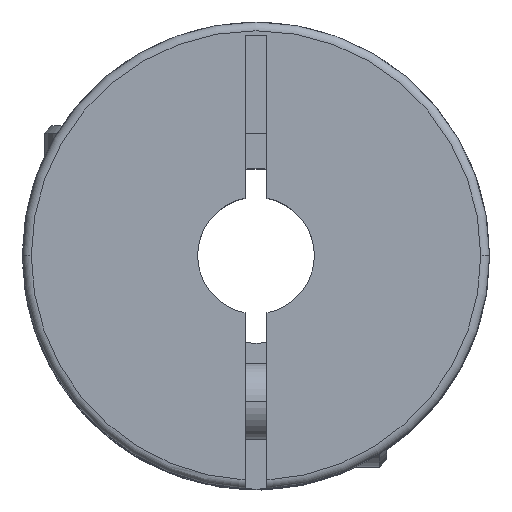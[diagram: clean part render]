
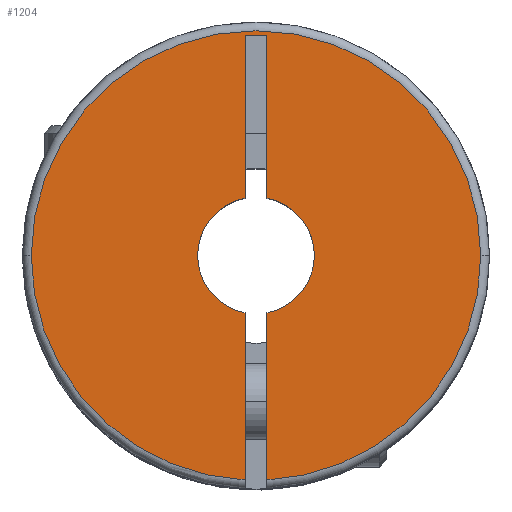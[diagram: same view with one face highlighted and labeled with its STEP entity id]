
A CAD part, top view. The second image highlights one B-rep face of the part: STEP entity #1204.
In plain terms, the highlighted planar face has unit normal (0, 0, 1).
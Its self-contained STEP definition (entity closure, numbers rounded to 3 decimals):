
#58 = VERTEX_POINT ( 'NONE', #1366 ) ;
#138 = CARTESIAN_POINT ( 'NONE',  ( -0.375, -1.965, 0. ) ) ;
#159 = VERTEX_POINT ( 'NONE', #1824 ) ;
#239 = EDGE_CURVE ( 'NONE', #3592, #1068, #2945, .T. ) ;
#240 = LINE ( 'NONE', #3519, #502 ) ;
#294 = VECTOR ( 'NONE', #3750, 1000. ) ;
#321 = DIRECTION ( 'NONE',  ( 0., -1., 0. ) ) ;
#329 = VECTOR ( 'NONE', #428, 1000. ) ;
#378 = DIRECTION ( 'NONE',  ( -1., 0., 0. ) ) ;
#395 = VERTEX_POINT ( 'NONE', #1056 ) ;
#419 = EDGE_CURVE ( 'NONE', #3108, #1723, #1759, .T. ) ;
#424 = ORIENTED_EDGE ( 'NONE', *, *, #3643, .F. ) ;
#428 = DIRECTION ( 'NONE',  ( 0., -1., 0. ) ) ;
#439 = EDGE_CURVE ( 'NONE', #1723, #58, #749, .T. ) ;
#495 = DIRECTION ( 'NONE',  ( 0., 1., 0. ) ) ;
#502 = VECTOR ( 'NONE', #2756, 1000. ) ;
#585 = CARTESIAN_POINT ( 'NONE',  ( -0.375, -7.691, 0. ) ) ;
#740 = VECTOR ( 'NONE', #2185, 1000. ) ;
#749 = CIRCLE ( 'NONE', #2182, 7.7 ) ;
#858 = DIRECTION ( 'NONE',  ( 0., 0., -1. ) ) ;
#876 = ORIENTED_EDGE ( 'NONE', *, *, #239, .T. ) ;
#1056 = CARTESIAN_POINT ( 'NONE',  ( 0.375, -1.965, 0. ) ) ;
#1068 = VERTEX_POINT ( 'NONE', #2511 ) ;
#1097 = AXIS2_PLACEMENT_3D ( 'NONE', #1782, #3023, #321 ) ;
#1169 = CARTESIAN_POINT ( 'NONE',  ( 0., 0., 0. ) ) ;
#1184 = CARTESIAN_POINT ( 'NONE',  ( 0., 0., 0. ) ) ;
#1190 = CARTESIAN_POINT ( 'NONE',  ( -0.375, 7.55, 0. ) ) ;
#1204 = ADVANCED_FACE ( 'NONE', ( #1726 ), #1408, .F. ) ;
#1274 = ORIENTED_EDGE ( 'NONE', *, *, #1424, .T. ) ;
#1325 = DIRECTION ( 'NONE',  ( -1., 0., 0. ) ) ;
#1347 = CARTESIAN_POINT ( 'NONE',  ( 0.375, 1.965, 0. ) ) ;
#1366 = CARTESIAN_POINT ( 'NONE',  ( -7.7, 0., 0. ) ) ;
#1380 = CIRCLE ( 'NONE', #1445, 7.7 ) ;
#1403 = VERTEX_POINT ( 'NONE', #3269 ) ;
#1408 = PLANE ( 'NONE',  #1097 ) ;
#1424 = EDGE_CURVE ( 'NONE', #3199, #395, #1984, .T. ) ;
#1445 = AXIS2_PLACEMENT_3D ( 'NONE', #3246, #2710, #2325 ) ;
#1479 = ORIENTED_EDGE ( 'NONE', *, *, #3031, .T. ) ;
#1547 = EDGE_LOOP ( 'NONE', ( #3083, #3499, #1479, #876, #2622, #2309, #3070, #1274, #1818, #1948, #424 ) ) ;
#1596 = CARTESIAN_POINT ( 'NONE',  ( 7.7, 0., 0. ) ) ;
#1601 = CIRCLE ( 'NONE', #2348, 7.7 ) ;
#1648 = VECTOR ( 'NONE', #495, 1000. ) ;
#1723 = VERTEX_POINT ( 'NONE', #585 ) ;
#1726 = FACE_OUTER_BOUND ( 'NONE', #1547, .T. ) ;
#1740 = VERTEX_POINT ( 'NONE', #1190 ) ;
#1759 = LINE ( 'NONE', #2098, #329 ) ;
#1782 = CARTESIAN_POINT ( 'NONE',  ( 0., 0., 0. ) ) ;
#1794 = VERTEX_POINT ( 'NONE', #1596 ) ;
#1818 = ORIENTED_EDGE ( 'NONE', *, *, #2069, .F. ) ;
#1824 = CARTESIAN_POINT ( 'NONE',  ( 0.375, -7.691, 0. ) ) ;
#1881 = LINE ( 'NONE', #4015, #1648 ) ;
#1948 = ORIENTED_EDGE ( 'NONE', *, *, #3110, .F. ) ;
#1984 = CIRCLE ( 'NONE', #2867, 2. ) ;
#2069 = EDGE_CURVE ( 'NONE', #159, #395, #2785, .T. ) ;
#2098 = CARTESIAN_POINT ( 'NONE',  ( -0.375, 7.55, 0. ) ) ;
#2163 = DIRECTION ( 'NONE',  ( 0., 0., -1. ) ) ;
#2182 = AXIS2_PLACEMENT_3D ( 'NONE', #1184, #858, #2764 ) ;
#2185 = DIRECTION ( 'NONE',  ( 0., 1., 0. ) ) ;
#2309 = ORIENTED_EDGE ( 'NONE', *, *, #3428, .F. ) ;
#2315 = CARTESIAN_POINT ( 'NONE',  ( 0., 0., 0. ) ) ;
#2325 = DIRECTION ( 'NONE',  ( -1., 0., 0. ) ) ;
#2348 = AXIS2_PLACEMENT_3D ( 'NONE', #2704, #3407, #3998 ) ;
#2370 = CARTESIAN_POINT ( 'NONE',  ( 0., 0., 0. ) ) ;
#2444 = CARTESIAN_POINT ( 'NONE',  ( 0.375, 7.55, 0. ) ) ;
#2511 = CARTESIAN_POINT ( 'NONE',  ( -0.375, 1.965, 0. ) ) ;
#2530 = DIRECTION ( 'NONE',  ( -1., 0., 0. ) ) ;
#2622 = ORIENTED_EDGE ( 'NONE', *, *, #2827, .F. ) ;
#2704 = CARTESIAN_POINT ( 'NONE',  ( 0., 0., 0. ) ) ;
#2710 = DIRECTION ( 'NONE',  ( 0., 0., -1. ) ) ;
#2756 = DIRECTION ( 'NONE',  ( 0., -1., 0. ) ) ;
#2760 = CIRCLE ( 'NONE', #3648, 2. ) ;
#2764 = DIRECTION ( 'NONE',  ( -1., 0., 0. ) ) ;
#2785 = LINE ( 'NONE', #3498, #740 ) ;
#2827 = EDGE_CURVE ( 'NONE', #1740, #1068, #240, .T. ) ;
#2867 = AXIS2_PLACEMENT_3D ( 'NONE', #2370, #3039, #378 ) ;
#2896 = DIRECTION ( 'NONE',  ( 0., 0., -1. ) ) ;
#2945 = CIRCLE ( 'NONE', #3696, 2. ) ;
#3023 = DIRECTION ( 'NONE',  ( 0., 0., -1. ) ) ;
#3031 = EDGE_CURVE ( 'NONE', #3108, #3592, #2760, .T. ) ;
#3039 = DIRECTION ( 'NONE',  ( 0., 0., -1. ) ) ;
#3070 = ORIENTED_EDGE ( 'NONE', *, *, #3480, .F. ) ;
#3083 = ORIENTED_EDGE ( 'NONE', *, *, #439, .F. ) ;
#3108 = VERTEX_POINT ( 'NONE', #138 ) ;
#3110 = EDGE_CURVE ( 'NONE', #1794, #159, #1601, .T. ) ;
#3199 = VERTEX_POINT ( 'NONE', #1347 ) ;
#3246 = CARTESIAN_POINT ( 'NONE',  ( 0., 0., 0. ) ) ;
#3269 = CARTESIAN_POINT ( 'NONE',  ( 0.375, 7.55, 0. ) ) ;
#3407 = DIRECTION ( 'NONE',  ( 0., 0., -1. ) ) ;
#3428 = EDGE_CURVE ( 'NONE', #1403, #1740, #4060, .T. ) ;
#3480 = EDGE_CURVE ( 'NONE', #3199, #1403, #1881, .T. ) ;
#3498 = CARTESIAN_POINT ( 'NONE',  ( 0.375, -8., 0. ) ) ;
#3499 = ORIENTED_EDGE ( 'NONE', *, *, #419, .F. ) ;
#3519 = CARTESIAN_POINT ( 'NONE',  ( -0.375, 7.55, 0. ) ) ;
#3592 = VERTEX_POINT ( 'NONE', #3883 ) ;
#3643 = EDGE_CURVE ( 'NONE', #58, #1794, #1380, .T. ) ;
#3648 = AXIS2_PLACEMENT_3D ( 'NONE', #2315, #2896, #1325 ) ;
#3696 = AXIS2_PLACEMENT_3D ( 'NONE', #1169, #2163, #2530 ) ;
#3750 = DIRECTION ( 'NONE',  ( -1., 0., 0. ) ) ;
#3883 = CARTESIAN_POINT ( 'NONE',  ( -2., 0., 0. ) ) ;
#3998 = DIRECTION ( 'NONE',  ( -1., 0., 0. ) ) ;
#4015 = CARTESIAN_POINT ( 'NONE',  ( 0.375, -8., 0. ) ) ;
#4060 = LINE ( 'NONE', #2444, #294 ) ;
